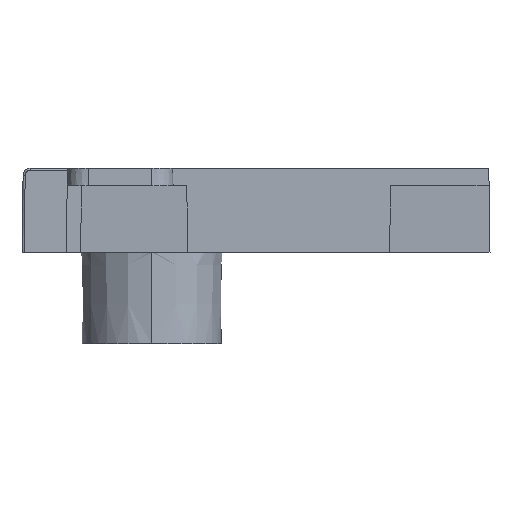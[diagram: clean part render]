
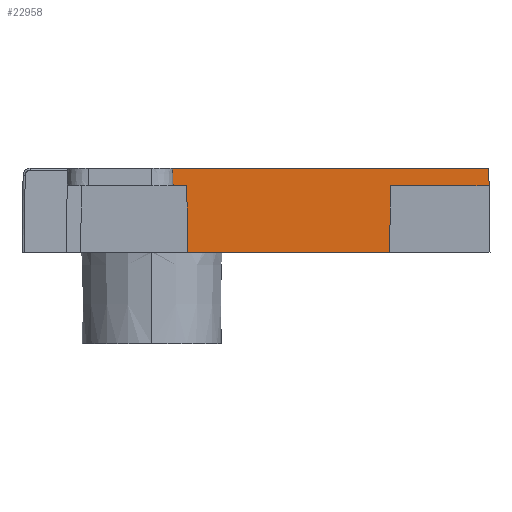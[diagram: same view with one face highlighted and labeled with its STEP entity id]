
A CAD part, left-side view. The second image highlights one B-rep face of the part: STEP entity #22958.
In plain terms, the highlighted planar face has unit normal (-1, 0, 0.014).
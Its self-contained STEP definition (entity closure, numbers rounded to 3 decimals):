
#342 = VECTOR ( 'NONE', #15608, 1000. ) ;
#432 = EDGE_CURVE ( 'NONE', #12116, #17181, #1539, .T. ) ;
#790 = CARTESIAN_POINT ( 'NONE',  ( -38.535, 17.465, 9.5 ) ) ;
#1539 = LINE ( 'NONE', #4010, #17083 ) ;
#2460 = LINE ( 'NONE', #13063, #9421 ) ;
#2697 = ORIENTED_EDGE ( 'NONE', *, *, #14420, .T. ) ;
#3064 = DIRECTION ( 'NONE',  ( 0., -1., 0. ) ) ;
#3527 = CARTESIAN_POINT ( 'NONE',  ( -38.668, -15.374, 0. ) ) ;
#4010 = CARTESIAN_POINT ( 'NONE',  ( -38.668, 30.5, 0. ) ) ;
#4395 = LINE ( 'NONE', #17287, #6341 ) ;
#4510 = VERTEX_POINT ( 'NONE', #16242 ) ;
#4644 = DIRECTION ( 'NONE',  ( -0.014, -0.014, -1. ) ) ;
#4698 = VECTOR ( 'NONE', #10726, 1000. ) ;
#5016 = VERTEX_POINT ( 'NONE', #22250 ) ;
#5131 = CARTESIAN_POINT ( 'NONE',  ( -38.535, 13.507, 9.5 ) ) ;
#5713 = ORIENTED_EDGE ( 'NONE', *, *, #18348, .F. ) ;
#5883 = CARTESIAN_POINT ( 'NONE',  ( -38.668, -15.374, 0. ) ) ;
#5907 = CARTESIAN_POINT ( 'NONE',  ( -38.535, -29.535, 9.5 ) ) ;
#6341 = VECTOR ( 'NONE', #11250, 1000. ) ;
#7126 = VERTEX_POINT ( 'NONE', #790 ) ;
#7240 = LINE ( 'NONE', #5883, #7850 ) ;
#7850 = VECTOR ( 'NONE', #21743, 1000. ) ;
#9421 = VECTOR ( 'NONE', #3064, 1000. ) ;
#10312 = LINE ( 'NONE', #16658, #25478 ) ;
#10726 = DIRECTION ( 'NONE',  ( -0.014, -0.014, -1. ) ) ;
#11192 = VERTEX_POINT ( 'NONE', #20210 ) ;
#11250 = DIRECTION ( 'NONE',  ( 0., -1., 0. ) ) ;
#11514 = AXIS2_PLACEMENT_3D ( 'NONE', #15893, #20212, #26194 ) ;
#12000 = VERTEX_POINT ( 'NONE', #5907 ) ;
#12116 = VERTEX_POINT ( 'NONE', #24464 ) ;
#12995 = LINE ( 'NONE', #21518, #342 ) ;
#13063 = CARTESIAN_POINT ( 'NONE',  ( -38.535, 30.5, 9.5 ) ) ;
#13122 = ORIENTED_EDGE ( 'NONE', *, *, #24774, .T. ) ;
#13820 = ORIENTED_EDGE ( 'NONE', *, *, #25435, .T. ) ;
#14099 = CARTESIAN_POINT ( 'NONE',  ( -38.5, 17.5, 12. ) ) ;
#14420 = EDGE_CURVE ( 'NONE', #5016, #7126, #16943, .T. ) ;
#15608 = DIRECTION ( 'NONE',  ( 0., -1., 0. ) ) ;
#15820 = EDGE_CURVE ( 'NONE', #7126, #23212, #4395, .T. ) ;
#15893 = CARTESIAN_POINT ( 'NONE',  ( -38.5, 30.5, 12. ) ) ;
#16242 = CARTESIAN_POINT ( 'NONE',  ( -38.535, -15.507, 9.5 ) ) ;
#16658 = CARTESIAN_POINT ( 'NONE',  ( -38.5, -29.5, 12. ) ) ;
#16943 = LINE ( 'NONE', #14099, #20102 ) ;
#17083 = VECTOR ( 'NONE', #20070, 1000. ) ;
#17181 = VERTEX_POINT ( 'NONE', #3527 ) ;
#17251 = EDGE_LOOP ( 'NONE', ( #13820, #5713, #20365, #2697, #26132, #13122, #21080, #20449 ) ) ;
#17287 = CARTESIAN_POINT ( 'NONE',  ( -38.535, 30.5, 9.5 ) ) ;
#18348 = EDGE_CURVE ( 'NONE', #11192, #12000, #10312, .T. ) ;
#20070 = DIRECTION ( 'NONE',  ( 0., -1., 0. ) ) ;
#20102 = VECTOR ( 'NONE', #22133, 1000. ) ;
#20210 = CARTESIAN_POINT ( 'NONE',  ( -38.5, -29.5, 12. ) ) ;
#20212 = DIRECTION ( 'NONE',  ( -1., 0., 0.014 ) ) ;
#20365 = ORIENTED_EDGE ( 'NONE', *, *, #23394, .F. ) ;
#20449 = ORIENTED_EDGE ( 'NONE', *, *, #25149, .T. ) ;
#21080 = ORIENTED_EDGE ( 'NONE', *, *, #432, .T. ) ;
#21518 = CARTESIAN_POINT ( 'NONE',  ( -38.5, 0., 12. ) ) ;
#21743 = DIRECTION ( 'NONE',  ( 0.014, -0.014, 1. ) ) ;
#22133 = DIRECTION ( 'NONE',  ( -0.014, -0.014, -1. ) ) ;
#22144 = PLANE ( 'NONE',  #11514 ) ;
#22250 = CARTESIAN_POINT ( 'NONE',  ( -38.5, 17.5, 12. ) ) ;
#22918 = CARTESIAN_POINT ( 'NONE',  ( -38.535, 13.507, 9.5 ) ) ;
#22958 = ADVANCED_FACE ( 'NONE', ( #25014 ), #22144, .T. ) ;
#23212 = VERTEX_POINT ( 'NONE', #5131 ) ;
#23394 = EDGE_CURVE ( 'NONE', #5016, #11192, #12995, .T. ) ;
#24311 = LINE ( 'NONE', #22918, #4698 ) ;
#24464 = CARTESIAN_POINT ( 'NONE',  ( -38.668, 13.374, 0. ) ) ;
#24774 = EDGE_CURVE ( 'NONE', #23212, #12116, #24311, .T. ) ;
#25014 = FACE_OUTER_BOUND ( 'NONE', #17251, .T. ) ;
#25149 = EDGE_CURVE ( 'NONE', #17181, #4510, #7240, .T. ) ;
#25435 = EDGE_CURVE ( 'NONE', #4510, #12000, #2460, .T. ) ;
#25478 = VECTOR ( 'NONE', #4644, 1000. ) ;
#26132 = ORIENTED_EDGE ( 'NONE', *, *, #15820, .T. ) ;
#26194 = DIRECTION ( 'NONE',  ( 0.014, 0., 1. ) ) ;
